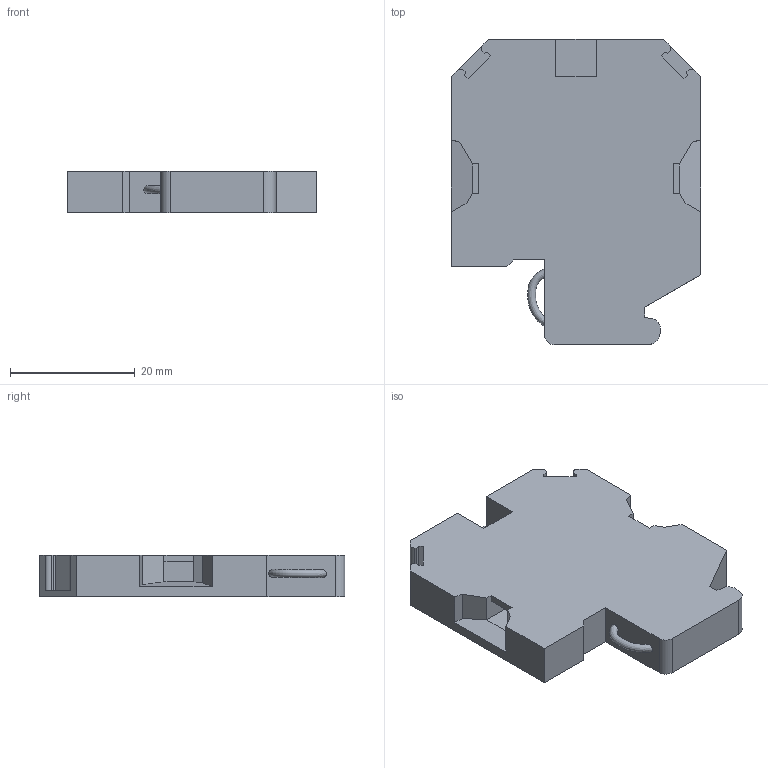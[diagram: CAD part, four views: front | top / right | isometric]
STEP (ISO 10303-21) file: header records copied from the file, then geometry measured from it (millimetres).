
FILE_DESCRIPTION(/* description */ ('Unknown'),/* implementation_level */ '2;1');
FILE_NAME(/* name */ 'CST2_5_KH_3D_SOLID',/* time_stamp */ '2024-11-21T10:25:31+06:00',/* author */ ('Unknown'),/* organization */ ('Unknown'),/* preprocessor_version */ 'ST-DEVELOPER v16.7',/* originating_system */ 'Solid Edge',/* authorisation */ 'Unknown');
FILE_SCHEMA (('AUTOMOTIVE_DESIGN {1 0 10303 214 3 1 1}'));
Length unit declared in the file: millimetre
Products named in the file (1): CST2_5_KH_3D_SOLID
Bounding box: 40 x 49 x 6.7 mm (x, y, z)
Volume: 10123.2 mm3; surface area: 5031.8 mm2
Topology: 1 solids, 1 shells, 72 faces, 199 edges, 132 vertices
Faces by surface type: plane 61, cylinder 10, bspline 1
Full cylindrical faces by diameter (mm): 2.459 x1, 4.3 x2
Entity records: 3026 total; most frequent: CARTESIAN_POINT 668, ORIENTED_EDGE 386, DIRECTION 355, EDGE_CURVE 193, LINE 171, VECTOR 171, VERTEX_POINT 130, AXIS2_PLACEMENT_3D 92
